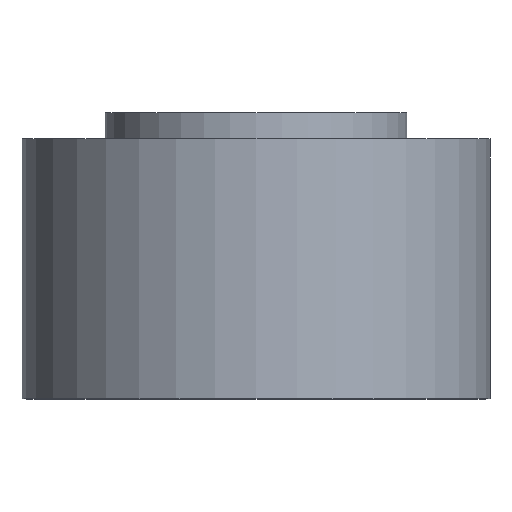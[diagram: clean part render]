
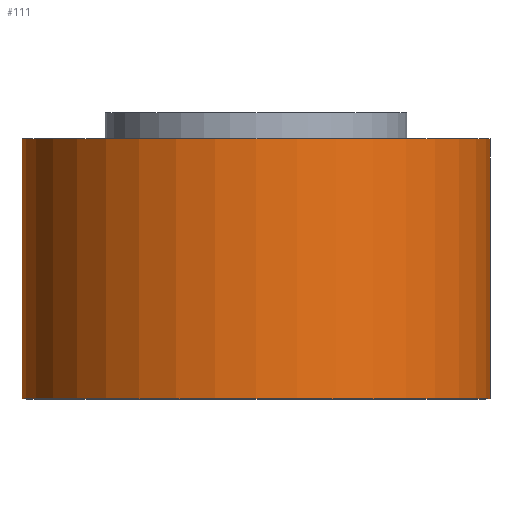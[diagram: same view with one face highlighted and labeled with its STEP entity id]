
A CAD part, top view. The second image highlights one B-rep face of the part: STEP entity #111.
In plain terms, the highlighted cylindrical face has radius 4.5 mm (diameter 9 mm), a full revolution.
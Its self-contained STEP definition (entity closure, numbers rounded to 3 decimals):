
#27=FACE_OUTER_BOUND('',#37,.T.);
#37=EDGE_LOOP('',(#91,#92,#93,#94));
#45=LINE('',#203,#49);
#49=VECTOR('',#171,4.5);
#55=CIRCLE('',#137,4.5);
#56=CIRCLE('',#139,4.5);
#63=VERTEX_POINT('',#198);
#64=VERTEX_POINT('',#201);
#73=EDGE_CURVE('',#63,#63,#55,.T.);
#74=EDGE_CURVE('',#64,#64,#56,.T.);
#75=EDGE_CURVE('',#64,#63,#45,.T.);
#91=ORIENTED_EDGE('',*,*,#74,.F.);
#92=ORIENTED_EDGE('',*,*,#75,.T.);
#93=ORIENTED_EDGE('',*,*,#73,.T.);
#94=ORIENTED_EDGE('',*,*,#75,.F.);
#105=CYLINDRICAL_SURFACE('',#138,4.5);
#111=ADVANCED_FACE('',(#27),#105,.T.);
#137=AXIS2_PLACEMENT_3D('',#199,#165,#166);
#138=AXIS2_PLACEMENT_3D('',#200,#167,#168);
#139=AXIS2_PLACEMENT_3D('',#202,#169,#170);
#165=DIRECTION('center_axis',(0.,1.,0.));
#166=DIRECTION('ref_axis',(1.,0.,0.));
#167=DIRECTION('center_axis',(0.,1.,0.));
#168=DIRECTION('ref_axis',(0.,0.,1.));
#169=DIRECTION('center_axis',(0.,1.,0.));
#170=DIRECTION('ref_axis',(1.,0.,0.));
#171=DIRECTION('',(0.,-1.,0.));
#198=CARTESIAN_POINT('',(0.,-5.,-4.5));
#199=CARTESIAN_POINT('Origin',(0.,-5.,0.));
#200=CARTESIAN_POINT('Origin',(0.,-2.5,0.));
#201=CARTESIAN_POINT('',(0.,0.,-4.5));
#202=CARTESIAN_POINT('Origin',(0.,0.,0.));
#203=CARTESIAN_POINT('',(0.,-2.5,-4.5));
